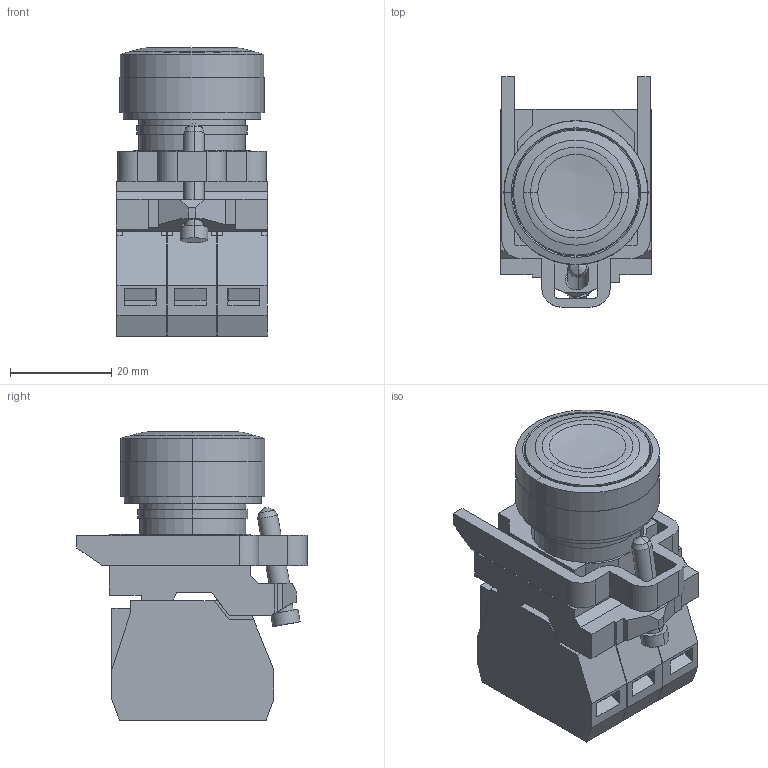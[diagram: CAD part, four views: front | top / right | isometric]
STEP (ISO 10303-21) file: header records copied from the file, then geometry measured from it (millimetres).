
FILE_DESCRIPTION((''),'2;1');
FILE_NAME('SB108834V_3D-SOFTWARE_COLOUR','2013-09-17T',('SESA231906'),('Schneider-Electric'),'PRO/ENGINEER BY PARAMETRIC TECHNOLOGY CORPORATION, 2011410','PRO/ENGINEER BY PARAMETRIC TECHNOLOGY CORPORATION, 2011410','');
FILE_SCHEMA(('CONFIG_CONTROL_DESIGN'));
Length unit declared in the file: millimetre
Products named in the file (1): SB108834V_3D-SOFTWARE_COLOUR
Bounding box: 29.9 x 45.48 x 56.95 mm (x, y, z)
Volume: 40445.6 mm3; surface area: 17322.1 mm2
Topology: 5 solids, 5 shells, 257 faces, 685 edges, 454 vertices
Faces by surface type: plane 182, cylinder 55, cone 14, torus 4, sphere 2
Entity records: 8316 total; most frequent: CARTESIAN_POINT 1800, ORIENTED_EDGE 1366, DIRECTION 1297, EDGE_CURVE 683, VECTOR 501, LINE 501, VERTEX_POINT 454, AXIS2_PLACEMENT_3D 398
